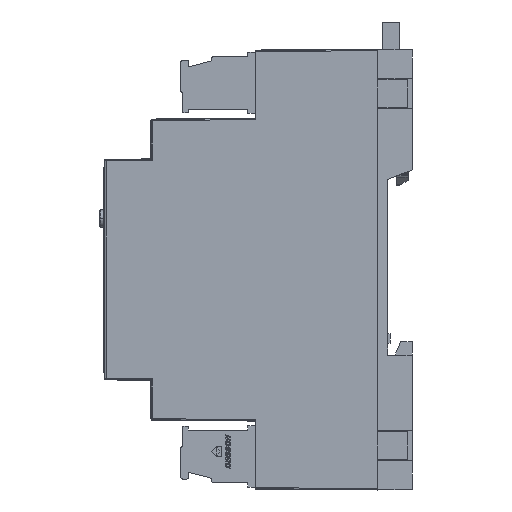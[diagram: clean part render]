
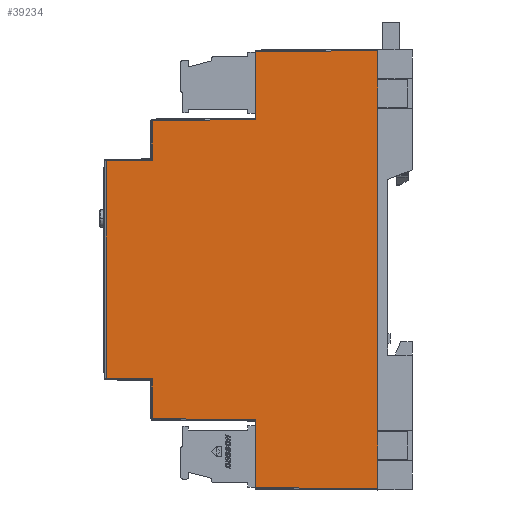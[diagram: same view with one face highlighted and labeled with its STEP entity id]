
A CAD part, left-side view. The second image highlights one B-rep face of the part: STEP entity #39234.
In plain terms, the highlighted planar face has unit normal (-1, 0.009, 0).
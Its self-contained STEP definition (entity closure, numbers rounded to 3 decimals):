
#327 = CARTESIAN_POINT ( 'NONE',  ( -41.577, 25.325, 30.692 ) ) ;
#921 = VECTOR ( 'NONE', #182625, 1000. ) ;
#1867 = VERTEX_POINT ( 'NONE', #53214 ) ;
#3379 = DIRECTION ( 'NONE',  ( 0., 0., 1. ) ) ;
#7208 = VERTEX_POINT ( 'NONE', #86508 ) ;
#7959 = VERTEX_POINT ( 'NONE', #186033 ) ;
#7988 = EDGE_CURVE ( 'NONE', #27071, #45671, #158641, .T. ) ;
#9084 = VECTOR ( 'NONE', #132995, 1000. ) ;
#11362 = VECTOR ( 'NONE', #62981, 1000. ) ;
#13117 = ORIENTED_EDGE ( 'NONE', *, *, #7988, .F. ) ;
#13717 = AXIS2_PLACEMENT_3D ( 'NONE', #44957, #114768, #172289 ) ;
#14083 = CARTESIAN_POINT ( 'NONE',  ( -41.484, 35.979, -22.438 ) ) ;
#14173 = ORIENTED_EDGE ( 'NONE', *, *, #20830, .T. ) ;
#14716 = CARTESIAN_POINT ( 'NONE',  ( -41.396, 46.135, -30.513 ) ) ;
#15739 = PLANE ( 'NONE',  #13717 ) ;
#15951 = DIRECTION ( 'NONE',  ( 0.009, 1., 0.008 ) ) ;
#17580 = VERTEX_POINT ( 'NONE', #39903 ) ;
#18488 = LINE ( 'NONE', #148573, #77029 ) ;
#20830 = EDGE_CURVE ( 'NONE', #7959, #70577, #108757, .T. ) ;
#21770 = ORIENTED_EDGE ( 'NONE', *, *, #101787, .F. ) ;
#24690 = VECTOR ( 'NONE', #89734, 1000. ) ;
#25070 = EDGE_CURVE ( 'NONE', #45671, #56804, #18488, .T. ) ;
#25395 = EDGE_CURVE ( 'NONE', #89726, #27071, #156011, .T. ) ;
#27071 = VERTEX_POINT ( 'NONE', #55620 ) ;
#27547 = VECTOR ( 'NONE', #185308, 1000. ) ;
#30520 = CARTESIAN_POINT ( 'NONE',  ( -41.796, 0., 33.146 ) ) ;
#31604 = VERTEX_POINT ( 'NONE', #96909 ) ;
#34797 = DIRECTION ( 'NONE',  ( 0.009, 1., 0.009 ) ) ;
#35903 = EDGE_CURVE ( 'NONE', #7208, #7959, #153371, .T. ) ;
#39234 = ADVANCED_FACE ( 'NONE', ( #132627 ), #15739, .F. ) ;
#39903 = CARTESIAN_POINT ( 'NONE',  ( -41.796, 0., 44.796 ) ) ;
#41890 = DIRECTION ( 'NONE',  ( 0., 0., 1. ) ) ;
#42730 = CARTESIAN_POINT ( 'NONE',  ( -41.579, 25., -30.695 ) ) ;
#44387 = CARTESIAN_POINT ( 'NONE',  ( -41.314, 55.635, -22.273 ) ) ;
#44957 = CARTESIAN_POINT ( 'NONE',  ( -41.579, 25., -44.935 ) ) ;
#45208 = LINE ( 'NONE', #147035, #95969 ) ;
#45671 = VERTEX_POINT ( 'NONE', #54532 ) ;
#45912 = VECTOR ( 'NONE', #3379, 1000. ) ;
#47643 = ORIENTED_EDGE ( 'NONE', *, *, #179308, .F. ) ;
#48646 = LINE ( 'NONE', #122169, #45912 ) ;
#49172 = CARTESIAN_POINT ( 'NONE',  ( -41.396, 46.135, -22.468 ) ) ;
#53214 = CARTESIAN_POINT ( 'NONE',  ( -41.579, 25., 44.631 ) ) ;
#54532 = CARTESIAN_POINT ( 'NONE',  ( -41.396, 46.135, 22.353 ) ) ;
#55060 = EDGE_CURVE ( 'NONE', #172248, #1867, #116049, .T. ) ;
#55620 = CARTESIAN_POINT ( 'NONE',  ( -41.314, 55.635, 22.273 ) ) ;
#56804 = VERTEX_POINT ( 'NONE', #174999 ) ;
#57016 = LINE ( 'NONE', #83496, #27547 ) ;
#59620 = EDGE_CURVE ( 'NONE', #1867, #17580, #73980, .T. ) ;
#59811 = CARTESIAN_POINT ( 'NONE',  ( -41.577, 25.295, 44.629 ) ) ;
#60581 = VECTOR ( 'NONE', #77758, 1000. ) ;
#62981 = DIRECTION ( 'NONE',  ( 0., 0., 1. ) ) ;
#66098 = LINE ( 'NONE', #49172, #84345 ) ;
#70577 = VERTEX_POINT ( 'NONE', #184368 ) ;
#70591 = EDGE_CURVE ( 'NONE', #31604, #17580, #57016, .T. ) ;
#71863 = LINE ( 'NONE', #184098, #24690 ) ;
#73895 = ORIENTED_EDGE ( 'NONE', *, *, #172040, .F. ) ;
#73980 = LINE ( 'NONE', #59811, #139882 ) ;
#75188 = EDGE_CURVE ( 'NONE', #124675, #31604, #149537, .T. ) ;
#75484 = CARTESIAN_POINT ( 'NONE',  ( -41.579, 25., -22.468 ) ) ;
#76199 = EDGE_CURVE ( 'NONE', #98751, #131386, #45208, .T. ) ;
#77029 = VECTOR ( 'NONE', #90150, 1000. ) ;
#77758 = DIRECTION ( 'NONE',  ( 0., 0., 1. ) ) ;
#78645 = ORIENTED_EDGE ( 'NONE', *, *, #25395, .F. ) ;
#82637 = ORIENTED_EDGE ( 'NONE', *, *, #55060, .F. ) ;
#83496 = CARTESIAN_POINT ( 'NONE',  ( -41.796, 0., -45.1 ) ) ;
#84208 = CARTESIAN_POINT ( 'NONE',  ( -41.482, 36.283, 22.435 ) ) ;
#84345 = VECTOR ( 'NONE', #121758, 1000. ) ;
#85660 = VECTOR ( 'NONE', #163696, 1000. ) ;
#86508 = CARTESIAN_POINT ( 'NONE',  ( -41.796, 0., -44.796 ) ) ;
#86702 = LINE ( 'NONE', #14083, #96215 ) ;
#89726 = VERTEX_POINT ( 'NONE', #44387 ) ;
#89734 = DIRECTION ( 'NONE',  ( 0.009, 1., 0.007 ) ) ;
#90150 = DIRECTION ( 'NONE',  ( 0., 0., 1. ) ) ;
#91881 = CARTESIAN_POINT ( 'NONE',  ( -41.796, 0., -45.1 ) ) ;
#95969 = VECTOR ( 'NONE', #34797, 1000. ) ;
#96215 = VECTOR ( 'NONE', #15951, 1000. ) ;
#96909 = CARTESIAN_POINT ( 'NONE',  ( -41.796, 0., 38.846 ) ) ;
#97339 = ORIENTED_EDGE ( 'NONE', *, *, #178889, .F. ) ;
#98394 = ORIENTED_EDGE ( 'NONE', *, *, #175476, .F. ) ;
#98751 = VERTEX_POINT ( 'NONE', #42730 ) ;
#101787 = EDGE_CURVE ( 'NONE', #140372, #98751, #48646, .T. ) ;
#102569 = CARTESIAN_POINT ( 'NONE',  ( -41.396, 46.135, -22.353 ) ) ;
#102640 = LINE ( 'NONE', #145991, #11362 ) ;
#108757 = LINE ( 'NONE', #91881, #60581 ) ;
#113062 = VECTOR ( 'NONE', #41890, 1000. ) ;
#114768 = DIRECTION ( 'NONE',  ( 1., -0.009, 0. ) ) ;
#115406 = DIRECTION ( 'NONE',  ( -0.009, -1., 0.009 ) ) ;
#116049 = LINE ( 'NONE', #75484, #9084 ) ;
#121758 = DIRECTION ( 'NONE',  ( 0., 0., 1. ) ) ;
#122169 = CARTESIAN_POINT ( 'NONE',  ( -41.579, 25., -44.935 ) ) ;
#124675 = VERTEX_POINT ( 'NONE', #30520 ) ;
#125108 = CARTESIAN_POINT ( 'NONE',  ( -41.796, 0., -45.1 ) ) ;
#126647 = ORIENTED_EDGE ( 'NONE', *, *, #76199, .F. ) ;
#127727 = CARTESIAN_POINT ( 'NONE',  ( -41.579, 25., 30.695 ) ) ;
#129562 = LINE ( 'NONE', #327, #175315 ) ;
#130352 = DIRECTION ( 'NONE',  ( -0.009, -1., 0.008 ) ) ;
#131386 = VERTEX_POINT ( 'NONE', #14716 ) ;
#132627 = FACE_OUTER_BOUND ( 'NONE', #168355, .T. ) ;
#132995 = DIRECTION ( 'NONE',  ( 0., 0., 1. ) ) ;
#134280 = DIRECTION ( 'NONE',  ( -0.009, -1., 0.007 ) ) ;
#136910 = ORIENTED_EDGE ( 'NONE', *, *, #59620, .F. ) ;
#139882 = VECTOR ( 'NONE', #134280, 1000. ) ;
#140372 = VERTEX_POINT ( 'NONE', #168335 ) ;
#145991 = CARTESIAN_POINT ( 'NONE',  ( -41.796, 0., -45.1 ) ) ;
#146871 = ORIENTED_EDGE ( 'NONE', *, *, #70591, .T. ) ;
#147035 = CARTESIAN_POINT ( 'NONE',  ( -41.579, 25.014, -30.695 ) ) ;
#148573 = CARTESIAN_POINT ( 'NONE',  ( -41.396, 46.135, -22.468 ) ) ;
#149537 = LINE ( 'NONE', #180601, #85660 ) ;
#152772 = ORIENTED_EDGE ( 'NONE', *, *, #35903, .T. ) ;
#153371 = LINE ( 'NONE', #125108, #921 ) ;
#156011 = LINE ( 'NONE', #185247, #113062 ) ;
#158641 = LINE ( 'NONE', #84208, #186248 ) ;
#159213 = EDGE_CURVE ( 'NONE', #70577, #124675, #102640, .T. ) ;
#160551 = ORIENTED_EDGE ( 'NONE', *, *, #75188, .T. ) ;
#163696 = DIRECTION ( 'NONE',  ( 0., 0., 1. ) ) ;
#163716 = VERTEX_POINT ( 'NONE', #102569 ) ;
#168335 = CARTESIAN_POINT ( 'NONE',  ( -41.579, 25., -44.631 ) ) ;
#168355 = EDGE_LOOP ( 'NONE', ( #136910, #82637, #97339, #180646, #13117, #78645, #73895, #98394, #126647, #21770, #47643, #152772, #14173, #173080, #160551, #146871 ) ) ;
#172040 = EDGE_CURVE ( 'NONE', #163716, #89726, #86702, .T. ) ;
#172248 = VERTEX_POINT ( 'NONE', #127727 ) ;
#172289 = DIRECTION ( 'NONE',  ( -0.009, -1., 0. ) ) ;
#173080 = ORIENTED_EDGE ( 'NONE', *, *, #159213, .T. ) ;
#174999 = CARTESIAN_POINT ( 'NONE',  ( -41.396, 46.135, 30.513 ) ) ;
#175315 = VECTOR ( 'NONE', #115406, 1000. ) ;
#175476 = EDGE_CURVE ( 'NONE', #131386, #163716, #66098, .T. ) ;
#178889 = EDGE_CURVE ( 'NONE', #56804, #172248, #129562, .T. ) ;
#179308 = EDGE_CURVE ( 'NONE', #7208, #140372, #71863, .T. ) ;
#180601 = CARTESIAN_POINT ( 'NONE',  ( -41.796, 0., -45.1 ) ) ;
#180646 = ORIENTED_EDGE ( 'NONE', *, *, #25070, .F. ) ;
#182625 = DIRECTION ( 'NONE',  ( 0., 0., 1. ) ) ;
#184098 = CARTESIAN_POINT ( 'NONE',  ( -41.579, 25.075, -44.631 ) ) ;
#184368 = CARTESIAN_POINT ( 'NONE',  ( -41.796, 0., -33.146 ) ) ;
#185247 = CARTESIAN_POINT ( 'NONE',  ( -41.314, 55.635, -22.468 ) ) ;
#185308 = DIRECTION ( 'NONE',  ( 0., 0., 1. ) ) ;
#186033 = CARTESIAN_POINT ( 'NONE',  ( -41.796, 0., -38.846 ) ) ;
#186248 = VECTOR ( 'NONE', #130352, 1000. ) ;
